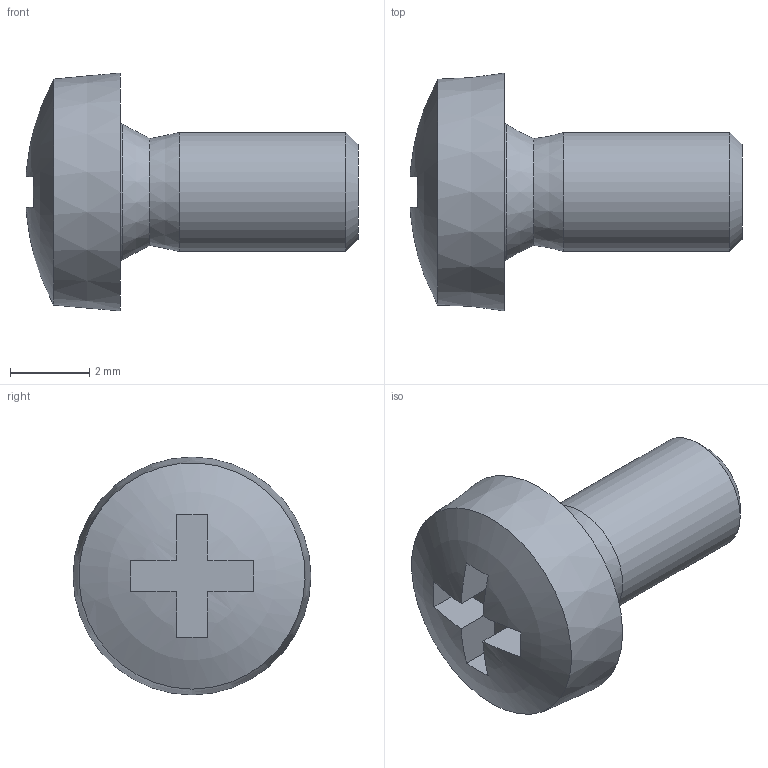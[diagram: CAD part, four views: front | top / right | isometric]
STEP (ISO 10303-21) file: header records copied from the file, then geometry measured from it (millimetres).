
FILE_DESCRIPTION( ( 'STEP AP214' ), '1' );
FILE_NAME( 'bossard-phillips-screw-bn384-1154575-M3x6mm.step', '2022-03-10T14:37:55', ( 'License CC BY-ND 4.0' ), ( 'CADENAS' ), ' ', 'PARTsolutions', ' ' );
FILE_SCHEMA( ( 'AUTOMOTIVE_DESIGN { 1 0 10303 214 1 1 1 1 }' ) );
Length unit declared in the file: millimetre
Products named in the file (1): HI_bossard-phillips-screw-bn384-1154575-m3x6mm
Bounding box: 8.37 x 6 x 6 mm (x, y, z)
Volume: 91.7 mm3; surface area: 152.8 mm2
Topology: 1 solids, 1 shells, 22 faces, 52 edges, 33 vertices
Faces by surface type: plane 15, cone 4, sphere 1, cylinder 1, torus 1
Full cylindrical faces by diameter (mm): 3 x1
Entity records: 784 total; most frequent: DIRECTION 110, CARTESIAN_POINT 99, ORIENTED_EDGE 88, EDGE_CURVE 44, AXIS2_PLACEMENT_3D 43, VERTEX_POINT 32, EDGE_LOOP 30, FACE_OUTER_BOUND 25
